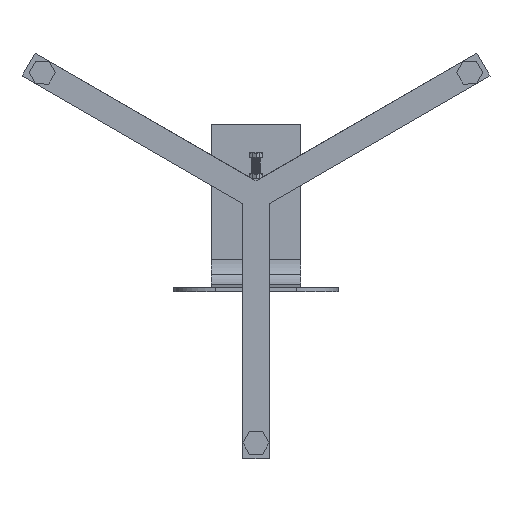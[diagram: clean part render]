
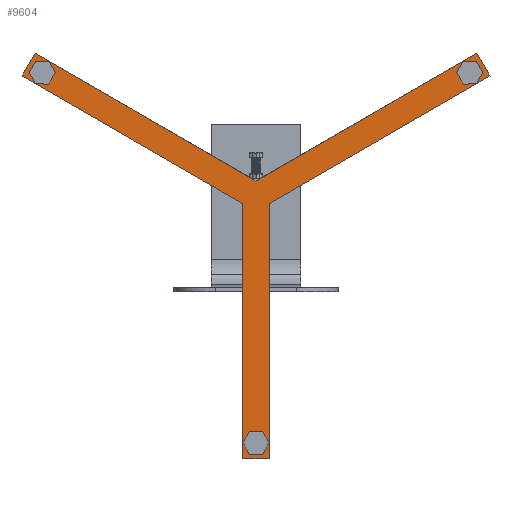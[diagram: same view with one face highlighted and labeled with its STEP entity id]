
A CAD part, front view. The second image highlights one B-rep face of the part: STEP entity #9604.
In plain terms, the highlighted planar face has unit normal (0, -1, 0).
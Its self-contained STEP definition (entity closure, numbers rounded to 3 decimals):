
#5 = VECTOR ( 'NONE', #10655, 1000. ) ;
#91 = EDGE_CURVE ( 'NONE', #5548, #6908, #7063, .T. ) ;
#144 = VECTOR ( 'NONE', #6811, 1000. ) ;
#162 = EDGE_CURVE ( 'NONE', #894, #5908, #7840, .T. ) ;
#247 = LINE ( 'NONE', #3198, #2663 ) ;
#351 = DIRECTION ( 'NONE',  ( 0.866, 0., -0.5 ) ) ;
#489 = VECTOR ( 'NONE', #4609, 1000. ) ;
#509 = VERTEX_POINT ( 'NONE', #4713 ) ;
#809 = EDGE_CURVE ( 'NONE', #7647, #9742, #10314, .T. ) ;
#885 = CARTESIAN_POINT ( 'NONE',  ( 1.25, 0., -2.165 ) ) ;
#889 = ORIENTED_EDGE ( 'NONE', *, *, #4100, .F. ) ;
#894 = VERTEX_POINT ( 'NONE', #8663 ) ;
#902 = ORIENTED_EDGE ( 'NONE', *, *, #3692, .F. ) ;
#1380 = DIRECTION ( 'NONE',  ( 0.5, 0., -0.866 ) ) ;
#1404 = CARTESIAN_POINT ( 'NONE',  ( -44.551, 0., 22.835 ) ) ;
#1637 = VERTEX_POINT ( 'NONE', #8685 ) ;
#1939 = EDGE_CURVE ( 'NONE', #509, #894, #5240, .T. ) ;
#1991 = CARTESIAN_POINT ( 'NONE',  ( 2.5, 0., 0. ) ) ;
#2125 = CARTESIAN_POINT ( 'NONE',  ( -42.051, 0., 27.165 ) ) ;
#2385 = PLANE ( 'NONE',  #9950 ) ;
#2422 = ORIENTED_EDGE ( 'NONE', *, *, #91, .F. ) ;
#2500 = DIRECTION ( 'NONE',  ( -0.866, 0., -0.5 ) ) ;
#2663 = VECTOR ( 'NONE', #10616, 1000. ) ;
#2686 = CARTESIAN_POINT ( 'NONE',  ( -1.25, 0., 2.165 ) ) ;
#3154 = CARTESIAN_POINT ( 'NONE',  ( 2.5, 0., -1.443 ) ) ;
#3198 = CARTESIAN_POINT ( 'NONE',  ( -1.25, 0., -2.165 ) ) ;
#3296 = ORIENTED_EDGE ( 'NONE', *, *, #1939, .F. ) ;
#3298 = ORIENTED_EDGE ( 'NONE', *, *, #809, .F. ) ;
#3362 = CARTESIAN_POINT ( 'NONE',  ( 42.051, 0., 27.165 ) ) ;
#3655 = CARTESIAN_POINT ( 'NONE',  ( 44.551, 0., 22.835 ) ) ;
#3692 = EDGE_CURVE ( 'NONE', #6908, #509, #4344, .T. ) ;
#3847 = CARTESIAN_POINT ( 'NONE',  ( 44.551, 0., 22.835 ) ) ;
#4100 = EDGE_CURVE ( 'NONE', #5908, #7863, #247, .T. ) ;
#4253 = VECTOR ( 'NONE', #5155, 1000. ) ;
#4256 = CARTESIAN_POINT ( 'NONE',  ( 0., 0., 2.887 ) ) ;
#4344 = LINE ( 'NONE', #1991, #9232 ) ;
#4609 = DIRECTION ( 'NONE',  ( 0.5, 0., 0.866 ) ) ;
#4713 = CARTESIAN_POINT ( 'NONE',  ( 2.5, 0., -50. ) ) ;
#4769 = ORIENTED_EDGE ( 'NONE', *, *, #162, .F. ) ;
#5075 = VECTOR ( 'NONE', #1380, 1000. ) ;
#5155 = DIRECTION ( 'NONE',  ( 0.866, 0., 0.5 ) ) ;
#5240 = LINE ( 'NONE', #8972, #5 ) ;
#5548 = VERTEX_POINT ( 'NONE', #3655 ) ;
#5680 = CARTESIAN_POINT ( 'NONE',  ( 0., 0., 0. ) ) ;
#5787 = ORIENTED_EDGE ( 'NONE', *, *, #9516, .F. ) ;
#5908 = VERTEX_POINT ( 'NONE', #6888 ) ;
#6234 = EDGE_LOOP ( 'NONE', ( #902, #2422, #5787, #3298, #7033, #9818, #889, #4769, #3296 ) ) ;
#6481 = DIRECTION ( 'NONE',  ( 0., 0., 1. ) ) ;
#6618 = LINE ( 'NONE', #3847, #5075 ) ;
#6811 = DIRECTION ( 'NONE',  ( 0., 0., 1. ) ) ;
#6844 = CARTESIAN_POINT ( 'NONE',  ( -2.5, 0., 0. ) ) ;
#6888 = CARTESIAN_POINT ( 'NONE',  ( -2.5, 0., -1.443 ) ) ;
#6908 = VERTEX_POINT ( 'NONE', #3154 ) ;
#7009 = LINE ( 'NONE', #7684, #8035 ) ;
#7033 = ORIENTED_EDGE ( 'NONE', *, *, #9965, .F. ) ;
#7063 = LINE ( 'NONE', #885, #9895 ) ;
#7647 = VERTEX_POINT ( 'NONE', #4256 ) ;
#7684 = CARTESIAN_POINT ( 'NONE',  ( 1.25, 0., 2.165 ) ) ;
#7738 = DIRECTION ( 'NONE',  ( 0., 0., -1. ) ) ;
#7840 = LINE ( 'NONE', #6844, #144 ) ;
#7863 = VERTEX_POINT ( 'NONE', #1404 ) ;
#8035 = VECTOR ( 'NONE', #351, 1000. ) ;
#8663 = CARTESIAN_POINT ( 'NONE',  ( -2.5, 0., -50. ) ) ;
#8685 = CARTESIAN_POINT ( 'NONE',  ( -42.051, 0., 27.165 ) ) ;
#8688 = LINE ( 'NONE', #2125, #489 ) ;
#8972 = CARTESIAN_POINT ( 'NONE',  ( -2.5, 0., -50. ) ) ;
#9205 = FACE_OUTER_BOUND ( 'NONE', #6234, .T. ) ;
#9232 = VECTOR ( 'NONE', #7738, 1000. ) ;
#9516 = EDGE_CURVE ( 'NONE', #9742, #5548, #6618, .T. ) ;
#9604 = ADVANCED_FACE ( 'NONE', ( #9205 ), #2385, .F. ) ;
#9723 = DIRECTION ( 'NONE',  ( 0., 1., 0. ) ) ;
#9742 = VERTEX_POINT ( 'NONE', #3362 ) ;
#9818 = ORIENTED_EDGE ( 'NONE', *, *, #10147, .F. ) ;
#9895 = VECTOR ( 'NONE', #2500, 1000. ) ;
#9950 = AXIS2_PLACEMENT_3D ( 'NONE', #5680, #9723, #6481 ) ;
#9965 = EDGE_CURVE ( 'NONE', #1637, #7647, #7009, .T. ) ;
#10147 = EDGE_CURVE ( 'NONE', #7863, #1637, #8688, .T. ) ;
#10314 = LINE ( 'NONE', #2686, #4253 ) ;
#10616 = DIRECTION ( 'NONE',  ( -0.866, 0., 0.5 ) ) ;
#10655 = DIRECTION ( 'NONE',  ( -1., 0., 0. ) ) ;
